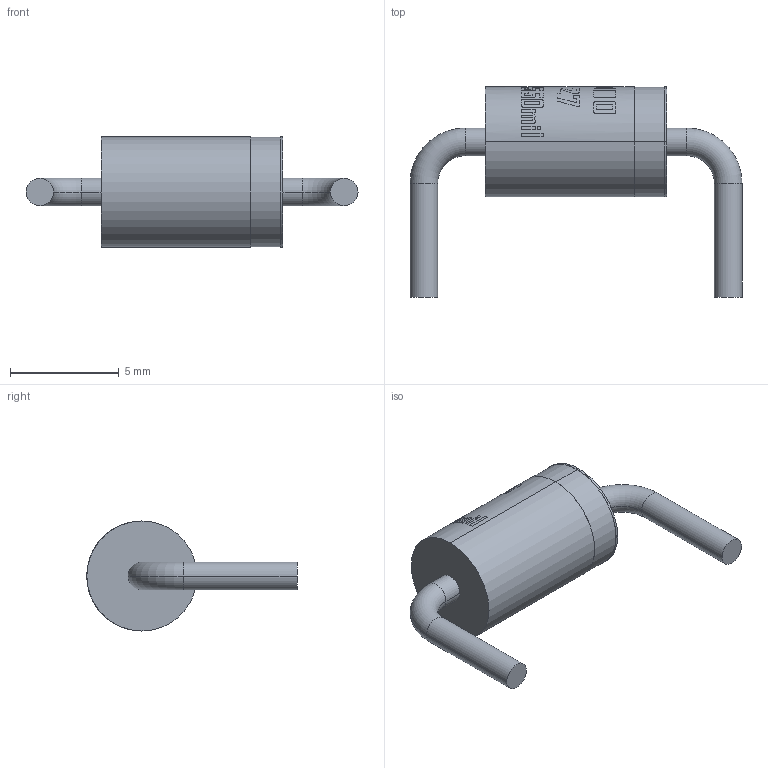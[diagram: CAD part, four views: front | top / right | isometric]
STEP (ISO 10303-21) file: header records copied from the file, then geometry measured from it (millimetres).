
FILE_DESCRIPTION (( 'STEP AP214' ), '1' );
FILE_NAME ('DO-27_Normal_550mil_rev1.0.STEP', '2023-03-16T21:41:10', ( '' ), ( '' ), 'SwSTEP 2.0', 'SolidWorks 2020', '' );
FILE_SCHEMA (( 'AUTOMOTIVE_DESIGN' ));
Length unit declared in the file: millimetre
Products named in the file (1): DO-27_Normal_550mil_rev1.0
Bounding box: 15.24 x 9.65 x 5.05 mm (x, y, z)
Volume: 190.1 mm3; surface area: 245.5 mm2
Topology: 1 solids, 1 shells, 58 faces, 327 edges, 309 vertices
Faces by surface type: cylinder 48, plane 6, torus 4
Entity records: 4832 total; most frequent: CARTESIAN_POINT 1443, ORIENTED_EDGE 654, DIRECTION 487, EDGE_CURVE 327, VERTEX_POINT 309, AXIS2_PLACEMENT_3D 186, CIRCLE 127, VECTOR 115
